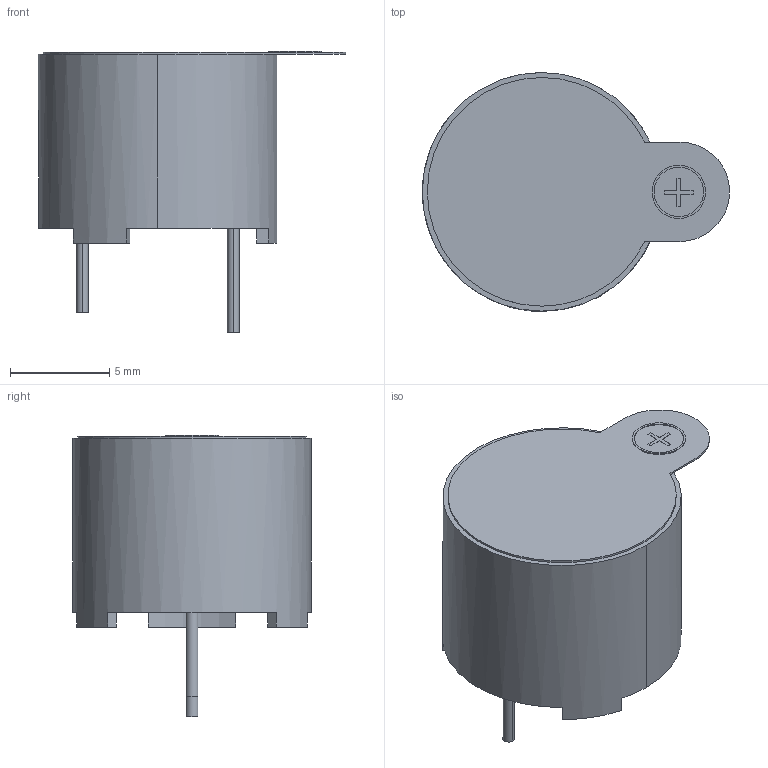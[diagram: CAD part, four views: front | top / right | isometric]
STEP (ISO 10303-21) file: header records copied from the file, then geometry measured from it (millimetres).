
FILE_DESCRIPTION(('FreeCAD Model'),'2;1');
FILE_NAME('SW3dPS-WST-1203UX.step', '2017-05-18T21:18:57',('kicad StepUp'),('ksu MCAD'), 'Open CASCADE STEP processor 6.8','FreeCAD','Unknown');
FILE_SCHEMA(('AUTOMOTIVE_DESIGN_CC2 { 1 2 10303 214 -1 1 5 4 }'));
Length unit declared in the file: millimetre
Products named in the file (2): ASSEMBLY; SW3dPS-WST-1203UX
Assembly tree (1 placements, depth 2):
  ASSEMBLY
    SW3dPS-WST-1203UX
Bounding box: 15.45 x 12 x 14.15 mm (x, y, z)
Volume: 997.6 mm3; surface area: 656.8 mm2
Topology: 1 solids, 2 shells, 53 faces, 130 edges, 86 vertices
Faces by surface type: plane 34, cylinder 19
Entity records: 1977 total; most frequent: DIRECTION 286, CARTESIAN_POINT 271, ORIENTED_EDGE 260, EDGE_CURVE 130, AXIS2_PLACEMENT_3D 101, VERTEX_POINT 86, LINE 84, VECTOR 84
